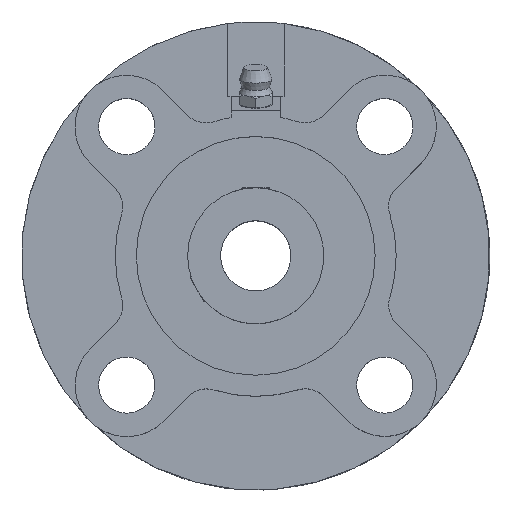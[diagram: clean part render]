
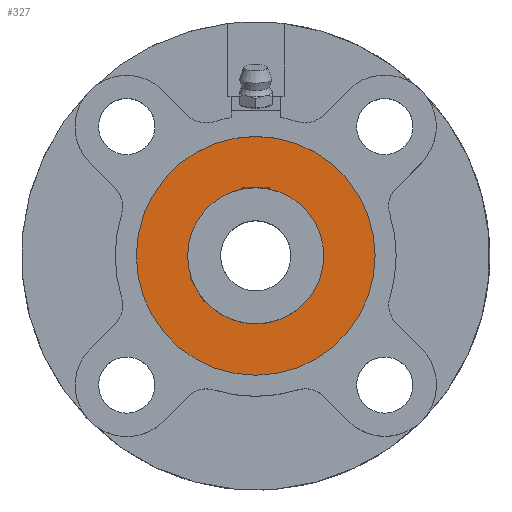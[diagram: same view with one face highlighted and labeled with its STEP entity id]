
A CAD part, top view. The second image highlights one B-rep face of the part: STEP entity #327.
In plain terms, the highlighted planar face has unit normal (0, 0, 1).
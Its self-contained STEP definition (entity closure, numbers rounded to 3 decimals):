
#327 = ADVANCED_FACE( '', ( #698, #699 ), #700, .T. );
#698 = FACE_BOUND( '', #1087, .T. );
#699 = FACE_OUTER_BOUND( '', #1088, .T. );
#700 = PLANE( '', #1089 );
#1087 = EDGE_LOOP( '', ( #1882 ) );
#1088 = EDGE_LOOP( '', ( #1883 ) );
#1089 = AXIS2_PLACEMENT_3D( '', #1884, #1885, #1886 );
#1882 = ORIENTED_EDGE( '', *, *, #2352, .F. );
#1883 = ORIENTED_EDGE( '', *, *, #2347, .T. );
#1884 = CARTESIAN_POINT( '', ( 0., 0., 16.4 ) );
#1885 = DIRECTION( '', ( 0., 0., 1. ) );
#1886 = DIRECTION( '', ( 1., 0., 0. ) );
#2347 = EDGE_CURVE( '', #2840, #2840, #2841, .T. );
#2352 = EDGE_CURVE( '', #2846, #2846, #2847, .T. );
#2840 = VERTEX_POINT( '', #3732 );
#2841 = CIRCLE( '', #3733, 25.5 );
#2846 = VERTEX_POINT( '', #3789 );
#2847 = CIRCLE( '', #3790, 14.53 );
#3732 = CARTESIAN_POINT( '', ( 25.5, 0., 16.4 ) );
#3733 = AXIS2_PLACEMENT_3D( '', #4301, #4302, #4303 );
#3789 = CARTESIAN_POINT( '', ( 14.53, 0., 16.4 ) );
#3790 = AXIS2_PLACEMENT_3D( '', #4304, #4305, #4306 );
#4301 = CARTESIAN_POINT( '', ( 0., 0., 16.4 ) );
#4302 = DIRECTION( '', ( 0., 0., 1. ) );
#4303 = DIRECTION( '', ( 1., 0., 0. ) );
#4304 = CARTESIAN_POINT( '', ( 0., 0., 16.4 ) );
#4305 = DIRECTION( '', ( 0., 0., 1. ) );
#4306 = DIRECTION( '', ( 1., 0., 0. ) );
